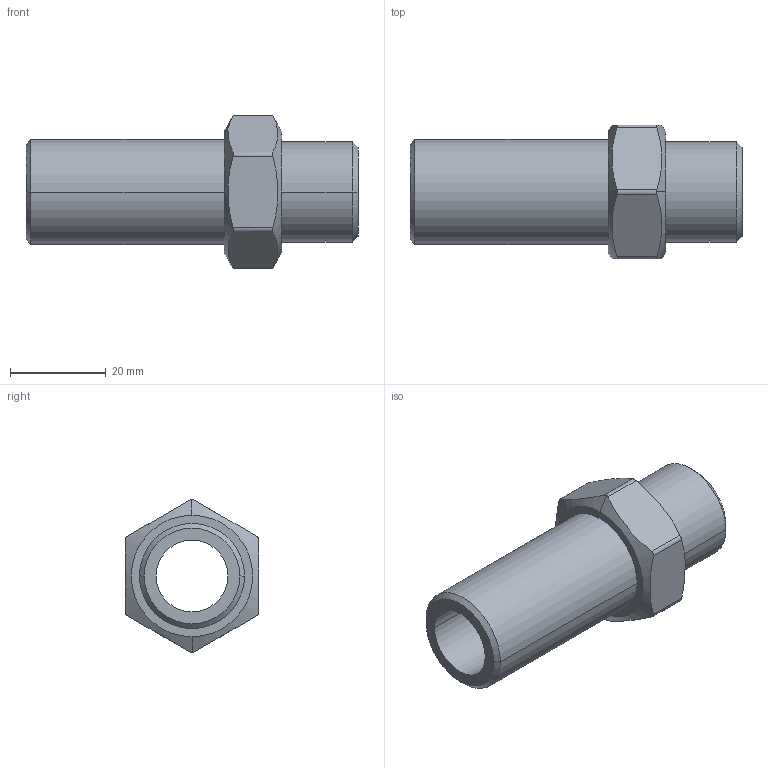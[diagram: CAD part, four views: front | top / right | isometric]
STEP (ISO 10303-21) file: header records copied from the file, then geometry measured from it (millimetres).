
FILE_DESCRIPTION (( 'STEP AP214' ), '1' );
FILE_NAME ('R238.022.012.STEP', '2019-10-24T14:13:20', ( '' ), ( '' ), 'SwSTEP 2.0', 'SolidWorks 2018', '' );
FILE_SCHEMA (( 'AUTOMOTIVE_DESIGN' ));
Length unit declared in the file: millimetre
Products named in the file (1): R238.022.012
Bounding box: 69.5 x 28 x 32.02 mm (x, y, z)
Volume: 16854.9 mm3; surface area: 9094.5 mm2
Topology: 1 solids, 1 shells, 30 faces, 74 edges, 48 vertices
Faces by surface type: cylinder 12, plane 10, cone 8
Entity records: 1086 total; most frequent: CARTESIAN_POINT 349, ORIENTED_EDGE 148, DIRECTION 128, EDGE_CURVE 74, AXIS2_PLACEMENT_3D 51, VERTEX_POINT 48, EDGE_LOOP 34, ADVANCED_FACE 30
